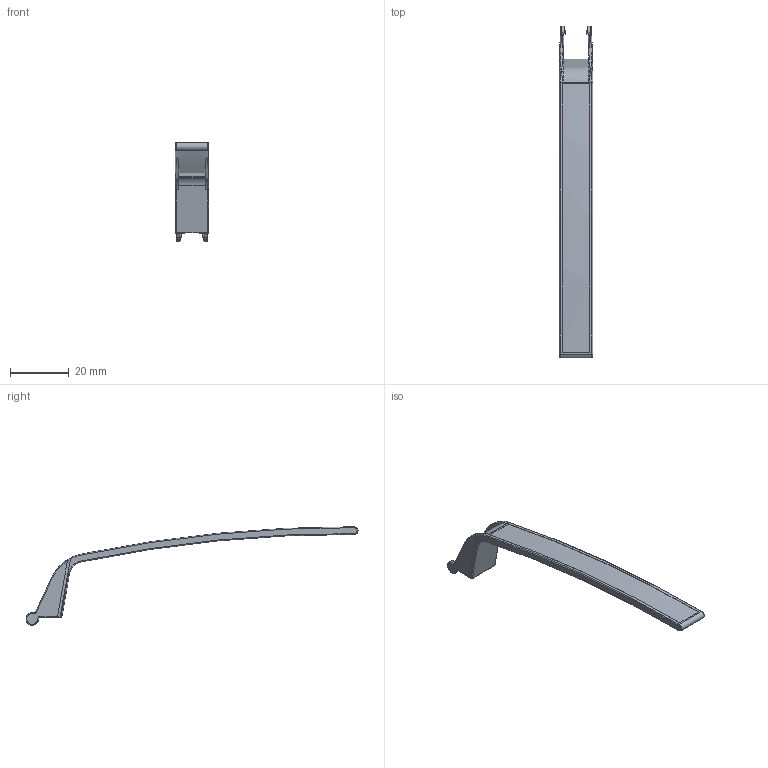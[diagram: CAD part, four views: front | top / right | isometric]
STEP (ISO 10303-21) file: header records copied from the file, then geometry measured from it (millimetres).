
FILE_DESCRIPTION(('CATIA V5R24 STEP','CAx-IF Rec.Pracs.--- Model Styling and Organization---1.2---2011-12-15'),'2;1');
FILE_NAME ('D1451251_0_1339920000_1339920000.stp','2016-11-04T07:57:09+00:00',('none'),('Weidmueller'),'CATIA Version 5-6 Release 2014 SP4 HF52','CATIA V5 STEP AP214','none');
FILE_SCHEMA(('AUTOMOTIVE_DESIGN { 1 0 10303 214 1 1 1 1 }'));
Length unit declared in the file: millimetre
Products named in the file (1): UR20_SWMA_S3D
Bounding box: 11.4 x 113.31 x 33.59 mm (x, y, z)
Volume: 2061 mm3; surface area: 4100.3 mm2
Topology: 1 solids, 1 shells, 134 faces, 330 edges, 194 vertices
Faces by surface type: cylinder 48, plane 38, bspline 28, torus 10, cone 6, sphere 4
Entity records: 5913 total; most frequent: CARTESIAN_POINT 3144, ORIENTED_EDGE 644, DIRECTION 410, EDGE_CURVE 322, VERTEX_POINT 194, AXIS2_PLACEMENT_3D 185, EDGE_LOOP 138, ADVANCED_FACE 134
